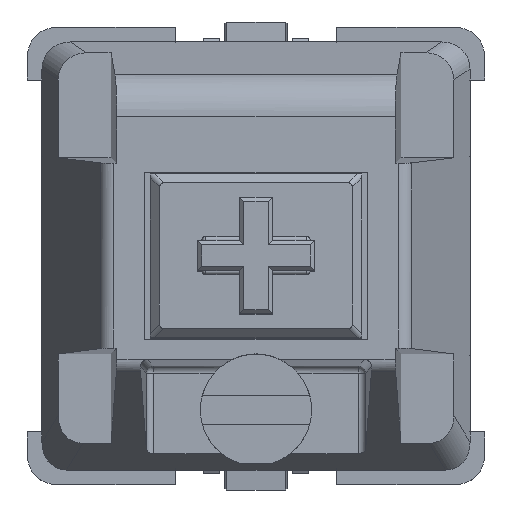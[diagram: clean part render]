
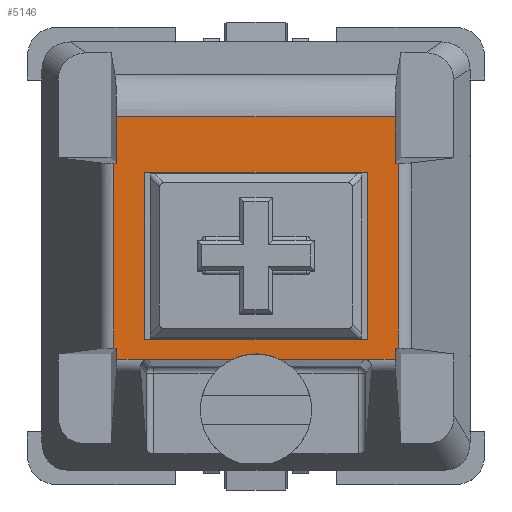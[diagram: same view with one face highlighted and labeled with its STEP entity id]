
A CAD part, top view. The second image highlights one B-rep face of the part: STEP entity #5146.
In plain terms, the highlighted planar face has unit normal (0, 0, 1).
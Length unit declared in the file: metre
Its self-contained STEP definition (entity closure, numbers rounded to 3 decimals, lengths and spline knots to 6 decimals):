
#154=CIRCLE('',#5529,0.0019);
#643=ORIENTED_EDGE('',*,*,#1954,.T.);
#644=ORIENTED_EDGE('',*,*,#1955,.T.);
#645=ORIENTED_EDGE('',*,*,#1956,.T.);
#646=ORIENTED_EDGE('',*,*,#1957,.T.);
#647=ORIENTED_EDGE('',*,*,#1958,.T.);
#648=ORIENTED_EDGE('',*,*,#1959,.F.);
#649=ORIENTED_EDGE('',*,*,#1960,.F.);
#650=ORIENTED_EDGE('',*,*,#1961,.T.);
#651=ORIENTED_EDGE('',*,*,#1962,.T.);
#652=ORIENTED_EDGE('',*,*,#1963,.T.);
#653=ORIENTED_EDGE('',*,*,#1964,.T.);
#654=ORIENTED_EDGE('',*,*,#1965,.F.);
#655=ORIENTED_EDGE('',*,*,#1966,.F.);
#656=ORIENTED_EDGE('',*,*,#1967,.T.);
#657=ORIENTED_EDGE('',*,*,#1968,.T.);
#658=ORIENTED_EDGE('',*,*,#1969,.T.);
#659=ORIENTED_EDGE('',*,*,#1970,.F.);
#660=ORIENTED_EDGE('',*,*,#1971,.T.);
#661=ORIENTED_EDGE('',*,*,#1972,.T.);
#662=ORIENTED_EDGE('',*,*,#1973,.F.);
#1954=EDGE_CURVE('',#2630,#2631,#3148,.F.);
#1955=EDGE_CURVE('',#2631,#2632,#3149,.T.);
#1956=EDGE_CURVE('',#2632,#2633,#154,.F.);
#1957=EDGE_CURVE('',#2633,#2634,#3150,.T.);
#1958=EDGE_CURVE('',#2634,#2635,#3151,.F.);
#1959=EDGE_CURVE('',#2636,#2635,#3152,.F.);
#1960=EDGE_CURVE('',#2637,#2636,#3153,.F.);
#1961=EDGE_CURVE('',#2637,#2638,#3154,.F.);
#1962=EDGE_CURVE('',#2638,#2639,#3155,.T.);
#1963=EDGE_CURVE('',#2639,#2640,#3156,.T.);
#1964=EDGE_CURVE('',#2640,#2641,#3157,.F.);
#1965=EDGE_CURVE('',#2642,#2641,#3158,.F.);
#1966=EDGE_CURVE('',#2643,#2642,#3159,.F.);
#1967=EDGE_CURVE('',#2643,#2644,#3160,.F.);
#1968=EDGE_CURVE('',#2644,#2645,#3161,.T.);
#1969=EDGE_CURVE('',#2645,#2630,#3162,.T.);
#1970=EDGE_CURVE('',#2646,#2647,#3163,.T.);
#1971=EDGE_CURVE('',#2646,#2648,#3164,.T.);
#1972=EDGE_CURVE('',#2648,#2649,#3165,.T.);
#1973=EDGE_CURVE('',#2647,#2649,#3166,.T.);
#2630=VERTEX_POINT('',#7707);
#2631=VERTEX_POINT('',#7708);
#2632=VERTEX_POINT('',#7710);
#2633=VERTEX_POINT('',#7712);
#2634=VERTEX_POINT('',#7714);
#2635=VERTEX_POINT('',#7716);
#2636=VERTEX_POINT('',#7718);
#2637=VERTEX_POINT('',#7720);
#2638=VERTEX_POINT('',#7722);
#2639=VERTEX_POINT('',#7724);
#2640=VERTEX_POINT('',#7726);
#2641=VERTEX_POINT('',#7728);
#2642=VERTEX_POINT('',#7730);
#2643=VERTEX_POINT('',#7732);
#2644=VERTEX_POINT('',#7734);
#2645=VERTEX_POINT('',#7736);
#2646=VERTEX_POINT('',#7739);
#2647=VERTEX_POINT('',#7740);
#2648=VERTEX_POINT('',#7742);
#2649=VERTEX_POINT('',#7744);
#3148=LINE('',#7706,#3782);
#3149=LINE('',#7709,#3783);
#3150=LINE('',#7713,#3784);
#3151=LINE('',#7715,#3785);
#3152=LINE('',#7717,#3786);
#3153=LINE('',#7719,#3787);
#3154=LINE('',#7721,#3788);
#3155=LINE('',#7723,#3789);
#3156=LINE('',#7725,#3790);
#3157=LINE('',#7727,#3791);
#3158=LINE('',#7729,#3792);
#3159=LINE('',#7731,#3793);
#3160=LINE('',#7733,#3794);
#3161=LINE('',#7735,#3795);
#3162=LINE('',#7737,#3796);
#3163=LINE('',#7738,#3797);
#3164=LINE('',#7741,#3798);
#3165=LINE('',#7743,#3799);
#3166=LINE('',#7745,#3800);
#3782=VECTOR('',#6246,1.);
#3783=VECTOR('',#6247,1.);
#3784=VECTOR('',#6250,1.);
#3785=VECTOR('',#6251,1.);
#3786=VECTOR('',#6252,1.);
#3787=VECTOR('',#6253,1.);
#3788=VECTOR('',#6254,1.);
#3789=VECTOR('',#6255,1.);
#3790=VECTOR('',#6256,1.);
#3791=VECTOR('',#6257,1.);
#3792=VECTOR('',#6258,1.);
#3793=VECTOR('',#6259,1.);
#3794=VECTOR('',#6260,1.);
#3795=VECTOR('',#6261,1.);
#3796=VECTOR('',#6262,1.);
#3797=VECTOR('',#6263,1.);
#3798=VECTOR('',#6264,1.);
#3799=VECTOR('',#6265,1.);
#3800=VECTOR('',#6266,1.);
#4322=EDGE_LOOP('',(#643,#644,#645,#646,#647,#648,#649,#650,#651,#652,#653,
#654,#655,#656,#657,#658));
#4323=EDGE_LOOP('',(#659,#660,#661,#662));
#4620=FACE_BOUND('',#4322,.T.);
#4621=FACE_BOUND('',#4323,.T.);
#4897=PLANE('',#5528);
#5146=ADVANCED_FACE('',(#4620,#4621),#4897,.T.);
#5528=AXIS2_PLACEMENT_3D('',#7705,#6244,#6245);
#5529=AXIS2_PLACEMENT_3D('',#7711,#6248,#6249);
#6244=DIRECTION('',(0.,0.,1.));
#6245=DIRECTION('',(1.,0.,0.));
#6246=DIRECTION('',(-1.,0.,0.));
#6247=DIRECTION('',(1.,0.,0.));
#6248=DIRECTION('',(0.,0.,1.));
#6249=DIRECTION('',(1.,0.,0.));
#6250=DIRECTION('',(1.,0.,0.));
#6251=DIRECTION('',(-1.,0.,0.));
#6252=DIRECTION('',(0.,1.,0.));
#6253=DIRECTION('',(1.,0.,0.));
#6254=DIRECTION('',(0.,-1.,0.));
#6255=DIRECTION('',(-1.,0.,0.));
#6256=DIRECTION('',(0.,1.,0.));
#6257=DIRECTION('',(1.,0.,0.));
#6258=DIRECTION('',(0.,-1.,0.));
#6259=DIRECTION('',(-1.,0.,0.));
#6260=DIRECTION('',(0.,1.,0.));
#6261=DIRECTION('',(1.,0.,0.));
#6262=DIRECTION('',(0.,-1.,0.));
#6263=DIRECTION('',(-1.,0.,0.));
#6264=DIRECTION('',(0.,-1.,0.));
#6265=DIRECTION('',(-1.,0.,0.));
#6266=DIRECTION('',(0.,-1.,0.));
#7705=CARTESIAN_POINT('',(0.,0.,0.011));
#7706=CARTESIAN_POINT('',(0.,-0.003539,0.011));
#7707=CARTESIAN_POINT('',(-0.00475,-0.003539,0.011));
#7708=CARTESIAN_POINT('',(-0.0037,-0.003539,0.011));
#7709=CARTESIAN_POINT('',(0.,-0.003539,0.011));
#7710=CARTESIAN_POINT('',(-0.000827,-0.003539,0.011));
#7711=CARTESIAN_POINT('',(0.,-0.005249,0.011));
#7712=CARTESIAN_POINT('',(0.000827,-0.003539,0.011));
#7713=CARTESIAN_POINT('',(0.,-0.003539,0.011));
#7714=CARTESIAN_POINT('',(0.0037,-0.003539,0.011));
#7715=CARTESIAN_POINT('',(0.,-0.003539,0.011));
#7716=CARTESIAN_POINT('',(0.00475,-0.003539,0.011));
#7717=CARTESIAN_POINT('',(0.00475,0.,0.011));
#7718=CARTESIAN_POINT('',(0.00475,-0.00315,0.011));
#7719=CARTESIAN_POINT('',(0.,-0.00315,0.011));
#7720=CARTESIAN_POINT('',(0.004847,-0.00315,0.011));
#7721=CARTESIAN_POINT('',(0.004847,0.,0.011));
#7722=CARTESIAN_POINT('',(0.004847,0.00315,0.011));
#7723=CARTESIAN_POINT('',(0.,0.00315,0.011));
#7724=CARTESIAN_POINT('',(0.00475,0.00315,0.011));
#7725=CARTESIAN_POINT('',(0.00475,0.,0.011));
#7726=CARTESIAN_POINT('',(0.00475,0.004736,0.011));
#7727=CARTESIAN_POINT('',(-0.00475,0.004736,0.011));
#7728=CARTESIAN_POINT('',(-0.00475,0.004736,0.011));
#7729=CARTESIAN_POINT('',(-0.00475,0.,0.011));
#7730=CARTESIAN_POINT('',(-0.00475,0.00315,0.011));
#7731=CARTESIAN_POINT('',(0.,0.00315,0.011));
#7732=CARTESIAN_POINT('',(-0.004847,0.00315,0.011));
#7733=CARTESIAN_POINT('',(-0.004847,-0.00315,0.011));
#7734=CARTESIAN_POINT('',(-0.004847,-0.00315,0.011));
#7735=CARTESIAN_POINT('',(0.,-0.00315,0.011));
#7736=CARTESIAN_POINT('',(-0.00475,-0.00315,0.011));
#7737=CARTESIAN_POINT('',(-0.00475,0.,0.011));
#7738=CARTESIAN_POINT('',(0.,0.00285,0.011));
#7739=CARTESIAN_POINT('',(0.0038,0.00285,0.011));
#7740=CARTESIAN_POINT('',(-0.0038,0.00285,0.011));
#7741=CARTESIAN_POINT('',(0.0038,0.,0.011));
#7742=CARTESIAN_POINT('',(0.0038,-0.00285,0.011));
#7743=CARTESIAN_POINT('',(0.,-0.00285,0.011));
#7744=CARTESIAN_POINT('',(-0.0038,-0.00285,0.011));
#7745=CARTESIAN_POINT('',(-0.0038,0.,0.011));
